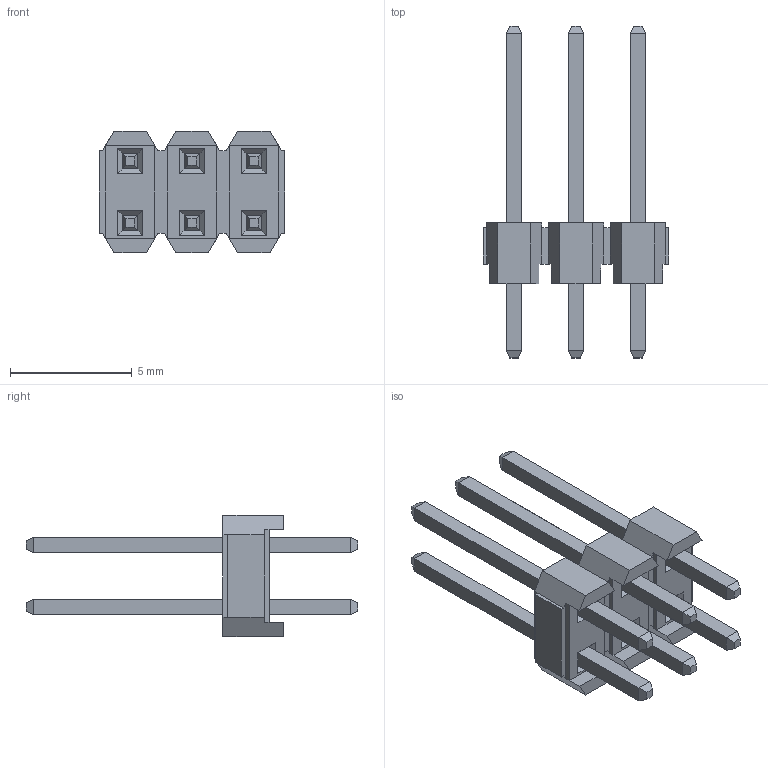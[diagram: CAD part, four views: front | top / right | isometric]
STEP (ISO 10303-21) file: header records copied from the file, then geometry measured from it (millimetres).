
FILE_DESCRIPTION (( 'STEP AP203' ), '1' );
FILE_NAME ('_ _ _C003DFAN-RC.STEP', '2016-12-13T06:39:14', ( 'LUANN HERRING' ), ( 'SULLINS' ), 'SwSTEP 2.0', 'SolidWorks 2015', '' );
FILE_SCHEMA (( 'CONFIG_CONTROL_DESIGN' ));
Length unit declared in the file: inch
Products named in the file (2): _ _ _C003DFAN-RC
Bounding box: 7.62 x 13.63 x 5 mm (x, y, z)
Volume: 95.6 mm3; surface area: 323.5 mm2
Topology: 1 solids, 1 shells, 198 faces, 468 edges, 284 vertices
Faces by surface type: plane 198
Entity records: 5617 total; most frequent: CARTESIAN_POINT 952, ORIENTED_EDGE 936, DIRECTION 868, VECTOR 468, LINE 468, EDGE_CURVE 468, VERTEX_POINT 284, EDGE_LOOP 210
